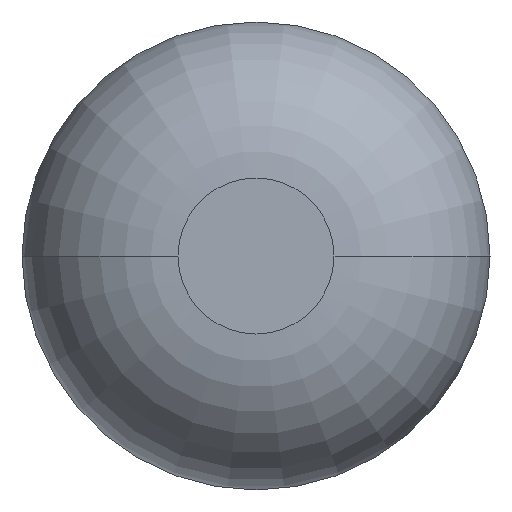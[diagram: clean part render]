
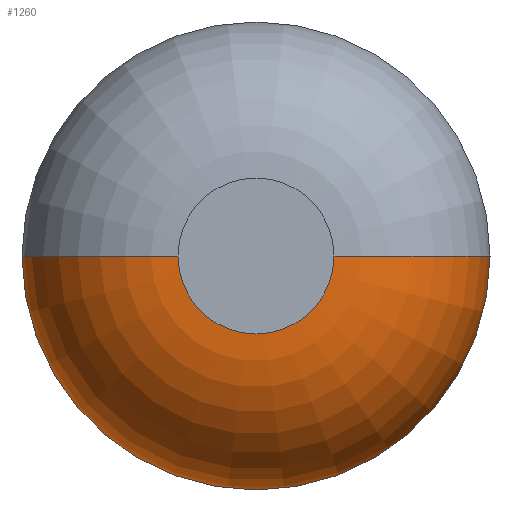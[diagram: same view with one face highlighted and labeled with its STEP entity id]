
A CAD part, front view. The second image highlights one B-rep face of the part: STEP entity #1260.
In plain terms, the highlighted toroidal (fillet/blend) face has major radius 0.125 mm and minor radius 0.25 mm.
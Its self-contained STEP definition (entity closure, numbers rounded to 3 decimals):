
#111 = DIRECTION ( 'NONE',  ( 1., 0., 0. ) ) ;
#331 = DIRECTION ( 'NONE',  ( 0., 0., 1. ) ) ;
#436 = CARTESIAN_POINT ( 'NONE',  ( 0., -31.3, 0. ) ) ;
#743 = ORIENTED_EDGE ( 'NONE', *, *, #3712, .T. ) ;
#784 = AXIS2_PLACEMENT_3D ( 'NONE', #436, #2619, #1087 ) ;
#1087 = DIRECTION ( 'NONE',  ( 1., 0., 0. ) ) ;
#1088 = CIRCLE ( 'NONE', #1886, 0.375 ) ;
#1099 = VERTEX_POINT ( 'NONE', #4008 ) ;
#1207 = DIRECTION ( 'NONE',  ( -1., 0., 0. ) ) ;
#1208 = DIRECTION ( 'NONE',  ( 1., 0., 0. ) ) ;
#1260 = ADVANCED_FACE ( 'Defeature ausgef�hrt1_2', ( #1464 ), #2130, .T. ) ;
#1327 = CIRCLE ( 'NONE', #2104, 0.25 ) ;
#1464 = FACE_OUTER_BOUND ( 'NONE', #3033, .T. ) ;
#1492 = DIRECTION ( 'NONE',  ( 0., 0., -1. ) ) ;
#1546 = DIRECTION ( 'NONE',  ( 0., 1., 0. ) ) ;
#1633 = AXIS2_PLACEMENT_3D ( 'NONE', #3715, #1492, #1207 ) ;
#1697 = CARTESIAN_POINT ( 'NONE',  ( 0.125, -31.3, 0. ) ) ;
#1724 = VERTEX_POINT ( 'NONE', #2757 ) ;
#1886 = AXIS2_PLACEMENT_3D ( 'NONE', #3769, #1546, #1208 ) ;
#2057 = CARTESIAN_POINT ( 'NONE',  ( -0.375, -31.05, 0. ) ) ;
#2104 = AXIS2_PLACEMENT_3D ( 'NONE', #2165, #331, #2199 ) ;
#2130 = TOROIDAL_SURFACE ( 'NONE', #2913, 0.125, 0.25 ) ;
#2165 = CARTESIAN_POINT ( 'NONE',  ( 0.125, -31.05, 0. ) ) ;
#2199 = DIRECTION ( 'NONE',  ( 1., 0., 0. ) ) ;
#2251 = CIRCLE ( 'NONE', #1633, 0.25 ) ;
#2311 = EDGE_CURVE ( 'NONE', #2616, #1724, #1327, .T. ) ;
#2616 = VERTEX_POINT ( 'NONE', #1697 ) ;
#2619 = DIRECTION ( 'NONE',  ( 0., -1., 0. ) ) ;
#2757 = CARTESIAN_POINT ( 'NONE',  ( 0.375, -31.05, 0. ) ) ;
#2828 = ORIENTED_EDGE ( 'NONE', *, *, #2311, .F. ) ;
#2913 = AXIS2_PLACEMENT_3D ( 'NONE', #3232, #3216, #111 ) ;
#3033 = EDGE_LOOP ( 'NONE', ( #3670, #743, #3309, #2828 ) ) ;
#3216 = DIRECTION ( 'NONE',  ( 0., 1., 0. ) ) ;
#3232 = CARTESIAN_POINT ( 'NONE',  ( 0., -31.05, 0. ) ) ;
#3309 = ORIENTED_EDGE ( 'NONE', *, *, #3477, .F. ) ;
#3477 = EDGE_CURVE ( 'Defeature ausgef�hrt1_0+Defeature ausgef�hrt1_2+Defeature ausgef�hrt1_2+Defeature ausgef�hrt1_2', #1724, #3647, #1088, .T. ) ;
#3647 = VERTEX_POINT ( 'NONE', #2057 ) ;
#3662 = CIRCLE ( 'NONE', #784, 0.125 ) ;
#3670 = ORIENTED_EDGE ( 'NONE', *, *, #3876, .F. ) ;
#3712 = EDGE_CURVE ( 'NONE', #1099, #3647, #2251, .T. ) ;
#3715 = CARTESIAN_POINT ( 'NONE',  ( -0.125, -31.05, 0. ) ) ;
#3769 = CARTESIAN_POINT ( 'NONE',  ( 0., -31.05, 0. ) ) ;
#3876 = EDGE_CURVE ( 'Defeature ausgef�hrt1_1+Defeature ausgef�hrt1_2+Defeature ausgef�hrt1_2+Defeature ausgef�hrt1_2', #1099, #2616, #3662, .T. ) ;
#4008 = CARTESIAN_POINT ( 'NONE',  ( -0.125, -31.3, 0. ) ) ;
